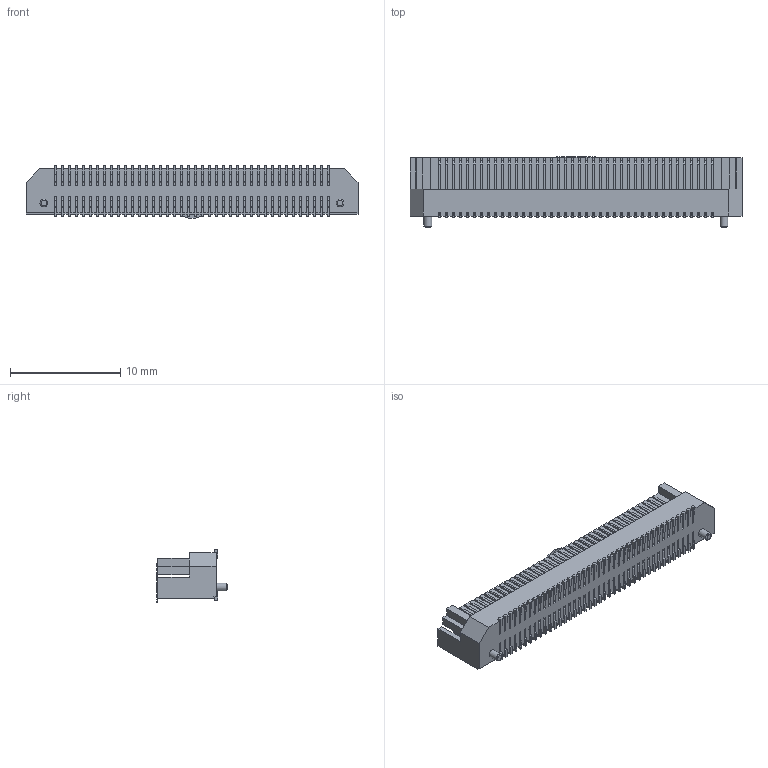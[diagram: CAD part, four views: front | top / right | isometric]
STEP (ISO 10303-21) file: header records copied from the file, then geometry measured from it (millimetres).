
FILE_DESCRIPTION(/* description */ ('STEP AP214'),/* implementation_level */ '2;1');
FILE_NAME(/* name */ 'LSS-140-03-F-DV-A-K-TR',/* time_stamp */ '2024-10-25T04:49:31+02:00',/* author */ ('License CC BY-ND 4.0'),/* organization */ ('CADENAS'),/* preprocessor_version */ 'ST-DEVELOPER v19.3',/* originating_system */ 'PARTsolutions',/* authorisation */ ' ');
FILE_SCHEMA (('AUTOMOTIVE_DESIGN {1 0 10303 214 3 1 1}'));
Products named in the file (5): LSS-140-03-F-DV-A-K-TR; LSS-40-03-A-_socket; C-185-40-03-F; C-185-40-03-F2; K-DOT-.138-.250-.005-03_polyamide_pick_
Assembly tree (4 placements, depth 2):
  LSS-140-03-F-DV-A-K-TR
    LSS-40-03-A-_socket
    C-185-40-03-F
    C-185-40-03-F2
    K-DOT-.138-.250-.005-03_polyamide_pick_
Bounding box: 30.15 x 6.39 x 4.8 mm (x, y, z)
Volume: 507.7 mm3; surface area: 2210.1 mm2
Topology: 4 solids, 4 shells, 2922 faces, 8733 edges, 5662 vertices
Faces by surface type: plane 2517, cylinder 403, cone 2
Full cylindrical faces by diameter (mm): 0.71 x2, 3.5 x1
Entity records: 96752 total; most frequent: ORIENTED_EDGE 17452, CARTESIAN_POINT 17313, DIRECTION 15388, EDGE_CURVE 8726, LINE 7918, VECTOR 7918, VERTEX_POINT 5660, AXIS2_PLACEMENT_3D 3735
